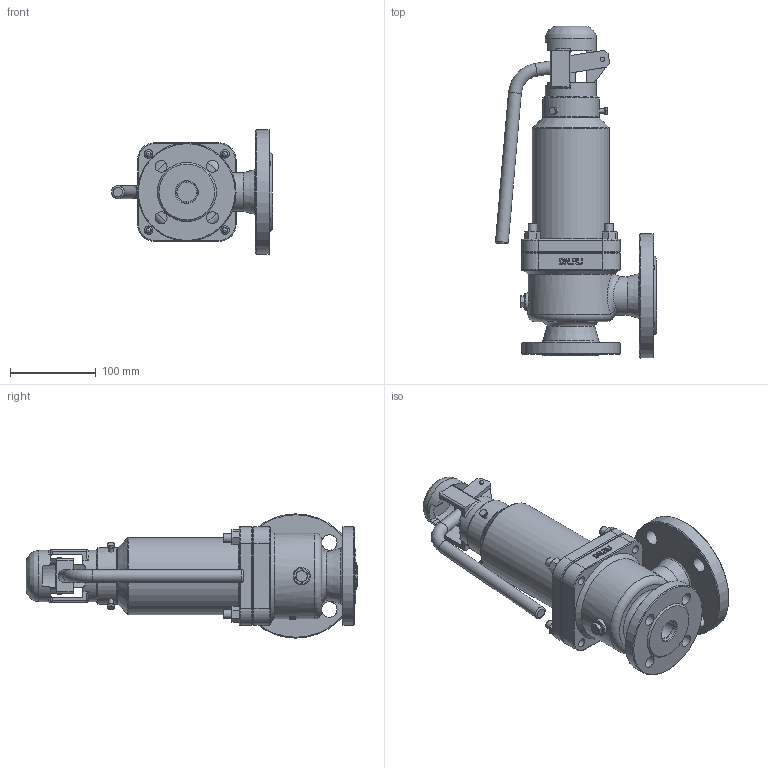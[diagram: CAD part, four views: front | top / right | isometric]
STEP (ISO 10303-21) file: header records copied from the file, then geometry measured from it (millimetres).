
FILE_DESCRIPTION(/* description */ (''),/* implementation_level */ '2;1');
FILE_NAME(/* name */ 'DN25_3D_STEP.stp',/* time_stamp */ '2025-10-22T00:19:08+03:00',/* author */ ('igorr'),/* organization */ (''),/* preprocessor_version */ 'ST-DEVELOPER v20',/* originating_system */ 'Autodesk Inventor 2025',/* authorisation */ '');
FILE_SCHEMA (('AUTOMOTIVE_DESIGN { 1 0 10303 214 3 1 1 }'));
Length unit declared in the file: millimetre
Products named in the file (10): Сборка1; Деталь1; Деталь2; Деталь3; Деталь4; Деталь5; AS 1110 - M8 x 12; ANSI B18.2.4.2M - M10x1,5; BS 4168 - M10 x 30; AS 1110 - M5 x 10
Assembly tree (17 placements, depth 2):
  Сборка1
    Деталь1
    Деталь2
    Деталь3
    Деталь4
    Деталь5
    AS 1110 - M8 x 12
    ANSI B18.2.4.2M - M10x1,5  x4
    BS 4168 - M10 x 30  x4
    AS 1110 - M5 x 10  x3
Bounding box: 187.97 x 387.5 x 145.01 mm (x, y, z)
Volume: 1687114.1 mm3; surface area: 385817.8 mm2
Topology: 17 solids, 18 shells, 666 faces, 1583 edges, 992 vertices
Faces by surface type: plane 326, cylinder 136, cone 114, bspline 55, torus 35
Full cylindrical faces by diameter (mm): 3.65 x1, 5 x8, 7 x1, 8 x4, 8.376 x4, 10 x18, 13 x1, 14 x4, 15 x2, 18 x4, 20 x4, 23 x1, 25 x2, 30 x1, 35 x1, 40 x1, 45 x3, 50 x1, 55 x2, 60 x3, 65 x1, 66 x1, 75 x1, 85 x1, 90 x1, 112 x1, 115 x1, 145 x1
Entity records: 19315 total; most frequent: CARTESIAN_POINT 7018, ORIENTED_EDGE 2424, DIRECTION 2356, EDGE_CURVE 1212, AXIS2_PLACEMENT_3D 897, VERTEX_POINT 779, EDGE_LOOP 585, LINE 562
